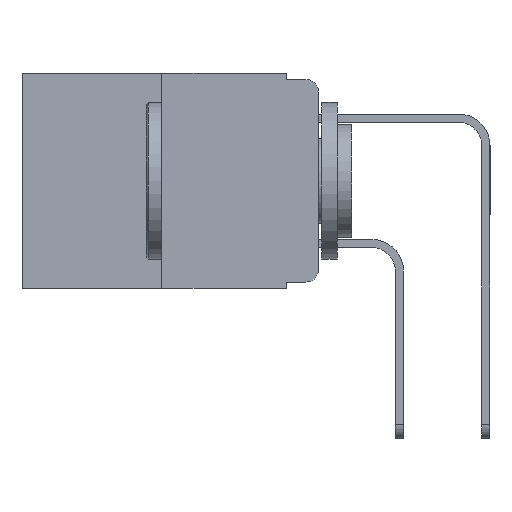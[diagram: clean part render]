
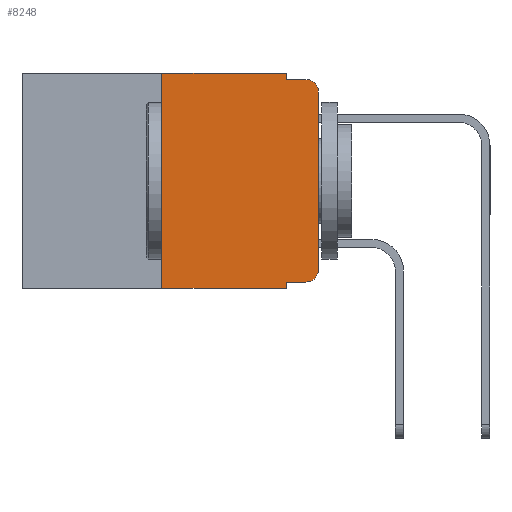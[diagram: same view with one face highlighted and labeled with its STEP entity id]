
A CAD part, left-side view. The second image highlights one B-rep face of the part: STEP entity #8248.
In plain terms, the highlighted planar face has unit normal (-1, 0, 0).
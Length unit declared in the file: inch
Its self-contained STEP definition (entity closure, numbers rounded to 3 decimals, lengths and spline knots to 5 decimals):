
#17 = CARTESIAN_POINT ( 'NONE',  ( 0., 0.051, -0.333 ) ) ;
#83 = VERTEX_POINT ( 'NONE', #11643 ) ;
#152 = DIRECTION ( 'NONE',  ( 0., -1., 0. ) ) ;
#251 = EDGE_LOOP ( 'NONE', ( #2289, #12653, #5226, #8784, #555, #11221, #6943, #3748, #8304, #11177 ) ) ;
#401 = CARTESIAN_POINT ( 'NONE',  ( 0., 0.051, -0.343 ) ) ;
#555 = ORIENTED_EDGE ( 'NONE', *, *, #10488, .F. ) ;
#797 = VERTEX_POINT ( 'NONE', #7526 ) ;
#1459 = VECTOR ( 'NONE', #6997, 39.37008 ) ;
#1944 = VERTEX_POINT ( 'NONE', #12854 ) ;
#2289 = ORIENTED_EDGE ( 'NONE', *, *, #12587, .T. ) ;
#2309 = EDGE_CURVE ( 'NONE', #12388, #83, #6885, .T. ) ;
#2370 = AXIS2_PLACEMENT_3D ( 'NONE', #13482, #11342, #4778 ) ;
#2567 = DIRECTION ( 'NONE',  ( -1., 0., 0. ) ) ;
#2796 = VECTOR ( 'NONE', #12063, 39.37008 ) ;
#2844 = CARTESIAN_POINT ( 'NONE',  ( 0., 0., 0. ) ) ;
#2974 = EDGE_CURVE ( 'NONE', #6031, #1944, #5519, .T. ) ;
#3056 = EDGE_CURVE ( 'NONE', #3222, #12388, #4469, .T. ) ;
#3170 = DIRECTION ( 'NONE',  ( 0., 0., -1. ) ) ;
#3202 = CARTESIAN_POINT ( 'NONE',  ( 0., 0.051, 0. ) ) ;
#3222 = VERTEX_POINT ( 'NONE', #17 ) ;
#3273 = CARTESIAN_POINT ( 'NONE',  ( 0., 0.051, 0. ) ) ;
#3288 = FACE_OUTER_BOUND ( 'NONE', #251, .T. ) ;
#3603 = LINE ( 'NONE', #6075, #9095 ) ;
#3695 = CARTESIAN_POINT ( 'NONE',  ( 0., 0.02, -0.333 ) ) ;
#3748 = ORIENTED_EDGE ( 'NONE', *, *, #4583, .F. ) ;
#4467 = AXIS2_PLACEMENT_3D ( 'NONE', #7689, #7556, #7501 ) ;
#4469 = LINE ( 'NONE', #8100, #1459 ) ;
#4583 = EDGE_CURVE ( 'NONE', #3222, #8565, #6158, .T. ) ;
#4778 = DIRECTION ( 'NONE',  ( 0., 0., -1. ) ) ;
#5176 = VECTOR ( 'NONE', #152, 39.37008 ) ;
#5226 = ORIENTED_EDGE ( 'NONE', *, *, #6694, .F. ) ;
#5499 = CARTESIAN_POINT ( 'NONE',  ( 0., 0.051, -0.01 ) ) ;
#5519 = LINE ( 'NONE', #3273, #10980 ) ;
#5528 = CARTESIAN_POINT ( 'NONE',  ( 0., 0.25, 0. ) ) ;
#5932 = VERTEX_POINT ( 'NONE', #12995 ) ;
#6031 = VERTEX_POINT ( 'NONE', #3202 ) ;
#6075 = CARTESIAN_POINT ( 'NONE',  ( 0., 0.473, -0.343 ) ) ;
#6158 = LINE ( 'NONE', #10927, #11998 ) ;
#6206 = DIRECTION ( 'NONE',  ( 0., 0., 1. ) ) ;
#6616 = DIRECTION ( 'NONE',  ( 0., 0., 1. ) ) ;
#6694 = EDGE_CURVE ( 'NONE', #1944, #5932, #14169, .T. ) ;
#6885 = CIRCLE ( 'NONE', #4467, 0.02 ) ;
#6887 = LINE ( 'NONE', #2844, #12395 ) ;
#6943 = ORIENTED_EDGE ( 'NONE', *, *, #12610, .T. ) ;
#6997 = DIRECTION ( 'NONE',  ( 0., -1., 0. ) ) ;
#7501 = DIRECTION ( 'NONE',  ( 0., 0., -1. ) ) ;
#7526 = CARTESIAN_POINT ( 'NONE',  ( 0., 0.25, -0.343 ) ) ;
#7556 = DIRECTION ( 'NONE',  ( -1., 0., 0. ) ) ;
#7689 = CARTESIAN_POINT ( 'NONE',  ( 0., 0.02, -0.313 ) ) ;
#8100 = CARTESIAN_POINT ( 'NONE',  ( 0., 0.051, -0.333 ) ) ;
#8248 = ADVANCED_FACE ( 'NONE', ( #3288 ), #12409, .F. ) ;
#8304 = ORIENTED_EDGE ( 'NONE', *, *, #3056, .T. ) ;
#8552 = VERTEX_POINT ( 'NONE', #11452 ) ;
#8565 = VERTEX_POINT ( 'NONE', #401 ) ;
#8784 = ORIENTED_EDGE ( 'NONE', *, *, #2974, .F. ) ;
#9040 = DIRECTION ( 'NONE',  ( 0., 0., -1. ) ) ;
#9095 = VECTOR ( 'NONE', #12824, 39.37008 ) ;
#9166 = CARTESIAN_POINT ( 'NONE',  ( 0., 0.02, -0.03 ) ) ;
#9388 = VECTOR ( 'NONE', #6616, 39.37008 ) ;
#9598 = VERTEX_POINT ( 'NONE', #9842 ) ;
#9744 = LINE ( 'NONE', #5528, #9388 ) ;
#9842 = CARTESIAN_POINT ( 'NONE',  ( 0., 0., -0.03 ) ) ;
#10195 = AXIS2_PLACEMENT_3D ( 'NONE', #9166, #2567, #10275 ) ;
#10275 = DIRECTION ( 'NONE',  ( 0., 0., -1. ) ) ;
#10488 = EDGE_CURVE ( 'NONE', #8552, #6031, #10643, .T. ) ;
#10643 = LINE ( 'NONE', #12329, #5176 ) ;
#10927 = CARTESIAN_POINT ( 'NONE',  ( 0., 0.051, 0. ) ) ;
#10980 = VECTOR ( 'NONE', #3170, 39.37008 ) ;
#11102 = EDGE_CURVE ( 'NONE', #9598, #5932, #11851, .T. ) ;
#11177 = ORIENTED_EDGE ( 'NONE', *, *, #2309, .T. ) ;
#11221 = ORIENTED_EDGE ( 'NONE', *, *, #11656, .F. ) ;
#11342 = DIRECTION ( 'NONE',  ( 1., 0., 0. ) ) ;
#11452 = CARTESIAN_POINT ( 'NONE',  ( 0., 0.25, 0. ) ) ;
#11643 = CARTESIAN_POINT ( 'NONE',  ( 0., 0., -0.313 ) ) ;
#11656 = EDGE_CURVE ( 'NONE', #797, #8552, #9744, .T. ) ;
#11851 = CIRCLE ( 'NONE', #10195, 0.02 ) ;
#11998 = VECTOR ( 'NONE', #9040, 39.37008 ) ;
#12063 = DIRECTION ( 'NONE',  ( 0., -1., 0. ) ) ;
#12329 = CARTESIAN_POINT ( 'NONE',  ( 0., 0.473, 0. ) ) ;
#12388 = VERTEX_POINT ( 'NONE', #3695 ) ;
#12395 = VECTOR ( 'NONE', #6206, 39.37008 ) ;
#12409 = PLANE ( 'NONE',  #2370 ) ;
#12587 = EDGE_CURVE ( 'NONE', #83, #9598, #6887, .T. ) ;
#12610 = EDGE_CURVE ( 'NONE', #797, #8565, #3603, .T. ) ;
#12653 = ORIENTED_EDGE ( 'NONE', *, *, #11102, .T. ) ;
#12824 = DIRECTION ( 'NONE',  ( 0., -1., 0. ) ) ;
#12854 = CARTESIAN_POINT ( 'NONE',  ( 0., 0.051, -0.01 ) ) ;
#12995 = CARTESIAN_POINT ( 'NONE',  ( 0., 0.02, -0.01 ) ) ;
#13482 = CARTESIAN_POINT ( 'NONE',  ( 0., 0.473, 0. ) ) ;
#14169 = LINE ( 'NONE', #5499, #2796 ) ;
